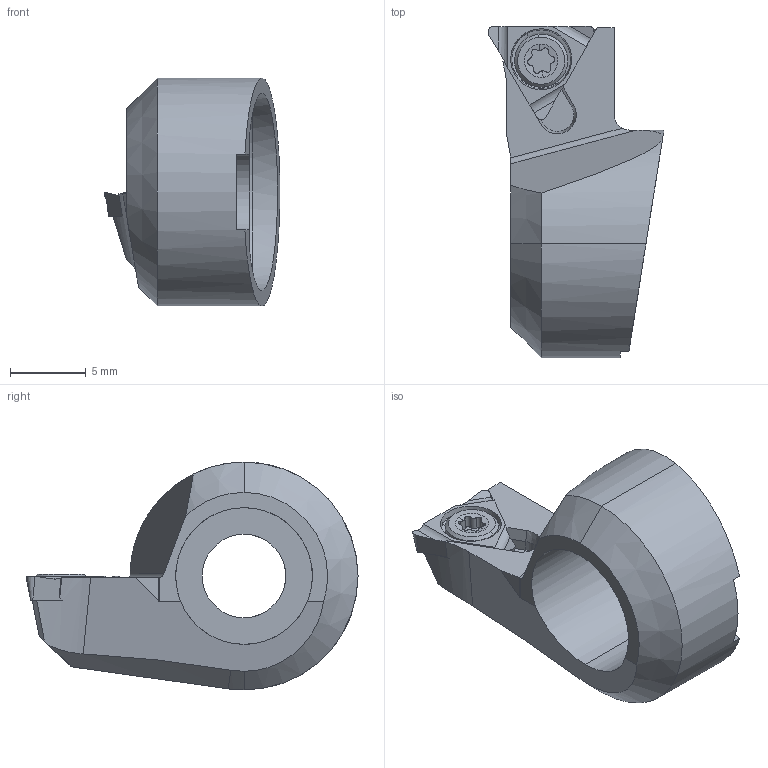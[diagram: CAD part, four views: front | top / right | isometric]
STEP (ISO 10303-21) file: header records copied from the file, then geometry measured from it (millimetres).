
FILE_DESCRIPTION (( 'STEP AP203' ), '1' );
FILE_NAME ('257.251.T07.STEP', '2024-08-23T08:57:33', ( '' ), ( '' ), 'SwSTEP 2.0', 'SolidWorks 2022', '' );
FILE_SCHEMA (( 'CONFIG_CONTROL_DESIGN' ));
Length unit declared in the file: millimetre
Products named in the file (4): TPGM070104; 257.251.T07; WTL-ER2.001.004_A; F25-WTL.001.009_A_fertigbearbeitet
Assembly tree (3 placements, depth 2):
  257.251.T07
    F25-WTL.001.009_A_fertigbearbeitet
    TPGM070104
    WTL-ER2.001.004_A
Bounding box: 11.57 x 21.85 x 15 mm (x, y, z)
Volume: 1137.7 mm3; surface area: 1226 mm2
Topology: 3 solids, 3 shells, 109 faces, 281 edges, 177 vertices
Faces by surface type: cylinder 40, plane 36, cone 22, torus 10, bspline 1
Entity records: 3843 total; most frequent: CARTESIAN_POINT 871, ORIENTED_EDGE 562, DIRECTION 526, EDGE_CURVE 281, AXIS2_PLACEMENT_3D 199, VERTEX_POINT 177, LINE 128, VECTOR 128
